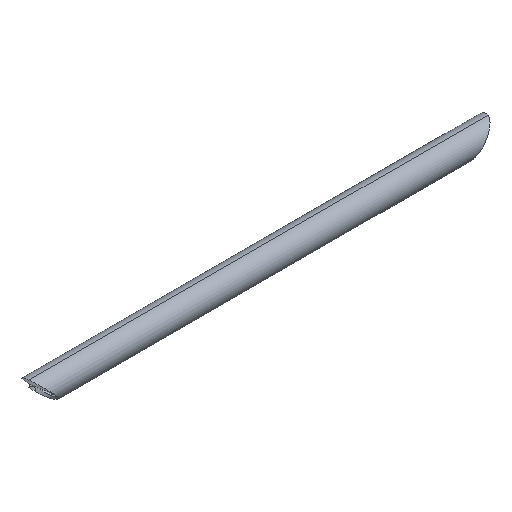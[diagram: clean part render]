
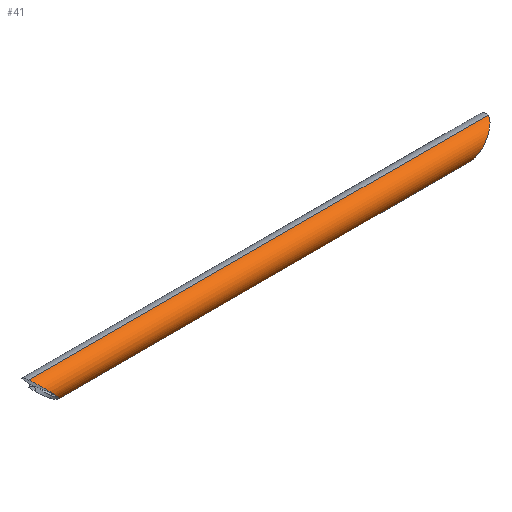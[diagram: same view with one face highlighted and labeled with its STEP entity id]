
A CAD part, isometric view. The second image highlights one B-rep face of the part: STEP entity #41.
In plain terms, the highlighted cylindrical face has radius 10 mm (diameter 20 mm), a partial arc.
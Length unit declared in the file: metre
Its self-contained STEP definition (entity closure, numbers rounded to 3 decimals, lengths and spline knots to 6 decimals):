
#41=ADVANCED_FACE('0:41',(#82),#83,.T.);
#82=FACE_OUTER_BOUND('',#121,.T.);
#83=CYLINDRICAL_SURFACE('',#122,0.01);
#121=EDGE_LOOP('',(#175,#176,#177,#178,#179,#180,#181));
#122=AXIS2_PLACEMENT_3D('',#182,#183,#184);
#175=ORIENTED_EDGE('',*,*,#257,.T.);
#176=ORIENTED_EDGE('',*,*,#266,.F.);
#177=ORIENTED_EDGE('',*,*,#267,.F.);
#178=ORIENTED_EDGE('',*,*,#268,.F.);
#179=ORIENTED_EDGE('',*,*,#259,.T.);
#180=ORIENTED_EDGE('',*,*,#269,.F.);
#181=ORIENTED_EDGE('',*,*,#270,.F.);
#182=CARTESIAN_POINT('',(498.361,0.285604,0.157562));
#183=DIRECTION('',(1.,0.,0.));
#184=DIRECTION('',(0.,0.,1.));
#257=EDGE_CURVE('',#306,#307,#308,.T.);
#259=EDGE_CURVE('',#311,#309,#312,.T.);
#266=EDGE_CURVE('0:307',#323,#307,#324,.T.);
#267=EDGE_CURVE('0:304',#325,#323,#326,.T.);
#268=EDGE_CURVE('',#311,#325,#327,.F.);
#269=EDGE_CURVE('0:77',#328,#309,#329,.F.);
#270=EDGE_CURVE('',#306,#328,#330,.F.);
#306=VERTEX_POINT('',#461);
#307=VERTEX_POINT('',#462);
#308=LINE('',#463,#464);
#309=VERTEX_POINT('',#465);
#311=VERTEX_POINT('',#467);
#312=LINE('',#468,#469);
#323=VERTEX_POINT('',#480);
#324=ELLIPSE('',#481,0.013583,0.01);
#325=VERTEX_POINT('',#482);
#326=ELLIPSE('',#483,0.013583,0.01);
#327=ELLIPSE('',#484,0.012487,0.01);
#328=VERTEX_POINT('',#485);
#329=ELLIPSE('',#486,0.014905,0.01);
#330=ELLIPSE('',#487,0.014905,0.01);
#461=CARTESIAN_POINT('',(-1.628807,0.285604,0.150376));
#462=CARTESIAN_POINT('',(-1.98512,0.285604,0.150363));
#463=CARTESIAN_POINT('',(-1.806571,0.285604,0.15037));
#464=VECTOR('',#596,1.0);
#465=CARTESIAN_POINT('',(-1.649193,0.285604,0.130375));
#467=CARTESIAN_POINT('',(-1.969103,0.285604,0.130364));
#468=CARTESIAN_POINT('',(-1.80657,0.285604,0.13037));
#469=VECTOR('',#600,1.0);
#480=CARTESIAN_POINT('',(-1.976,0.275683,0.141618));
#481=AXIS2_PLACEMENT_3D('',#616,#617,#618);
#482=CARTESIAN_POINT('',(-1.969475,0.277726,0.134205));
#483=AXIS2_PLACEMENT_3D('',#619,#620,#621);
#484=AXIS2_PLACEMENT_3D('',#622,#623,#624);
#485=CARTESIAN_POINT('',(-1.650052,0.281739,0.131152));
#486=AXIS2_PLACEMENT_3D('',#625,#626,#627);
#487=AXIS2_PLACEMENT_3D('',#628,#629,#630);
#596=DIRECTION('',(-1.,0.,0.));
#600=DIRECTION('',(1.,0.,0.));
#616=CARTESIAN_POINT('',(-1.976,0.285604,0.140364));
#617=DIRECTION('',(-0.736,-0.085,-0.671));
#618=DIRECTION('',(-0.677,0.092,0.73));
#619=CARTESIAN_POINT('',(-1.976,0.285604,0.140364));
#620=DIRECTION('',(-0.736,-0.085,-0.671));
#621=DIRECTION('',(-0.677,0.092,0.73));
#622=CARTESIAN_POINT('',(-1.976,0.285604,0.140364));
#623=DIRECTION('',(0.801,0.232,0.552));
#624=DIRECTION('',(-0.599,0.31,0.739));
#625=CARTESIAN_POINT('',(-1.639,0.285604,0.140375));
#626=DIRECTION('',(-0.671,0.287,0.684));
#627=DIRECTION('',(0.742,0.259,0.619));
#628=CARTESIAN_POINT('',(-1.639,0.285604,0.140375));
#629=DIRECTION('',(-0.671,0.287,0.684));
#630=DIRECTION('',(0.742,0.259,0.619));
